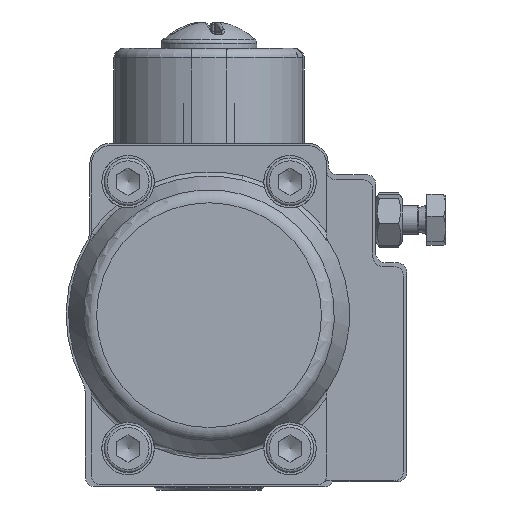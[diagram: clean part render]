
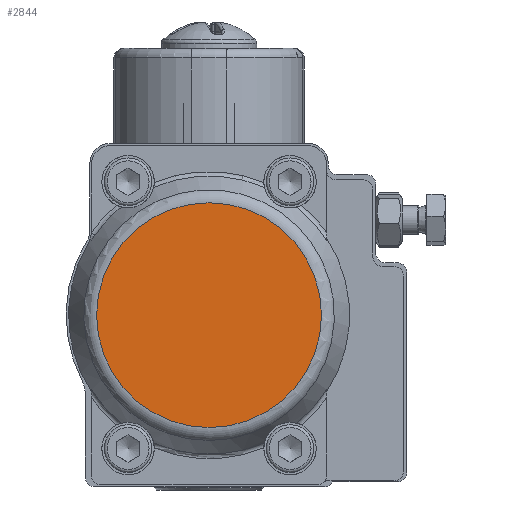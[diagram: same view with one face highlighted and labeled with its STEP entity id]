
A CAD part, front view. The second image highlights one B-rep face of the part: STEP entity #2844.
In plain terms, the highlighted planar face has unit normal (0, -1, 0).
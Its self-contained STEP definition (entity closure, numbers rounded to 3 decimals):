
#1088=PLANE('',#19312);
#1721=FACE_OUTER_BOUND('',#8193,.T.);
#2844=ADVANCED_FACE('',(#1721),#1088,.T.);
#6280=CIRCLE('',#19311,23.596);
#8193=EDGE_LOOP('',(#12130));
#12130=ORIENTED_EDGE('',*,*,#16924,.T.);
#14720=VERTEX_POINT('',#36489);
#16924=EDGE_CURVE('',#14720,#14720,#6280,.T.);
#19311=AXIS2_PLACEMENT_3D('',#36488,#23407,#23408);
#19312=AXIS2_PLACEMENT_3D('',#36490,#23409,#23410);
#23407=DIRECTION('',(0.,-1.,0.));
#23408=DIRECTION('',(0.,0.,-1.));
#23409=DIRECTION('',(0.,-1.,0.));
#23410=DIRECTION('',(0.,0.,-1.));
#36488=CARTESIAN_POINT('',(0.,-16.5,0.));
#36489=CARTESIAN_POINT('',(0.,-16.5,-23.596));
#36490=CARTESIAN_POINT('',(0.,-16.5,0.));
